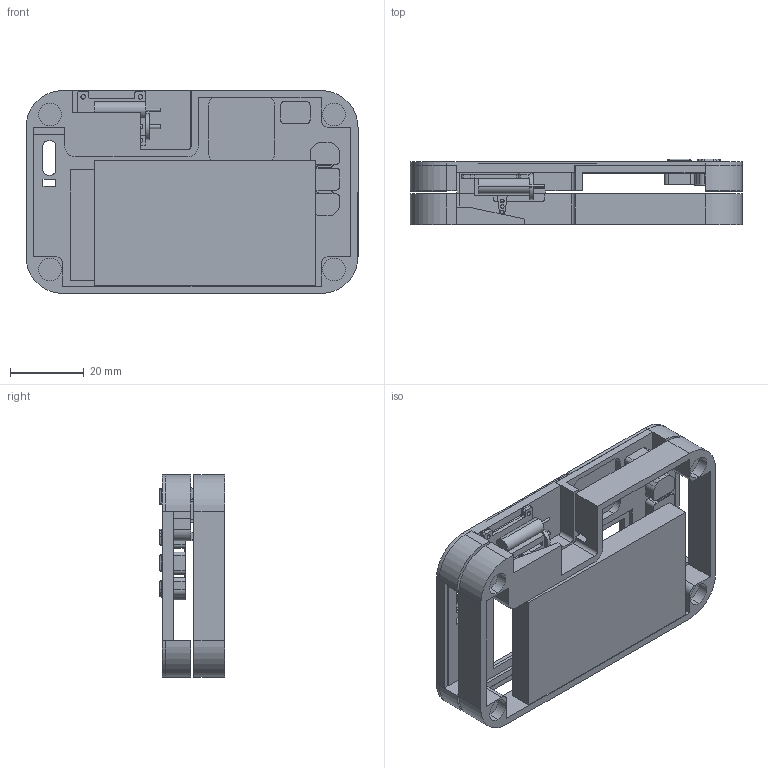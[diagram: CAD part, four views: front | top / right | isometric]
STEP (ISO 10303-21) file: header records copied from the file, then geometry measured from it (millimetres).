
FILE_DESCRIPTION (( 'STEP AP214' ), '1' );
FILE_NAME ('thelth_assy.STEP', '2025-03-05T23:51:54', ( '' ), ( '' ), 'SwSTEP 2.0', 'SolidWorks 2025', '' );
FILE_SCHEMA (( 'AUTOMOTIVE_DESIGN' ));
Length unit declared in the file: millimetre
Products named in the file (9): frame^thelth_assy; nav_buttons; skeleton^thelth_assy; micro_servo; power_button^thelth_assy; face_plate^thelth_assy; cover^thelth_assy; thelth_assy; battery^thelth_assy
Assembly tree (7 placements, depth 2):
  skeleton^thelth_assy
  thelth_assy
    cover^thelth_assy
    battery^thelth_assy
    frame^thelth_assy
    nav_buttons
    power_button^thelth_assy
    face_plate^thelth_assy
    micro_servo
Bounding box: 90 x 17.74 x 55 mm (x, y, z)
Volume: 32600 mm3; surface area: 32426.9 mm2
Topology: 16 solids, 16 shells, 677 faces, 1784 edges, 1153 vertices
Faces by surface type: plane 365, cylinder 284, bspline 20, torus 8
Entity records: 22049 total; most frequent: CARTESIAN_POINT 4576, DIRECTION 3616, ORIENTED_EDGE 3544, EDGE_CURVE 1772, AXIS2_PLACEMENT_3D 1217, LINE 1182, VECTOR 1182, VERTEX_POINT 1153
